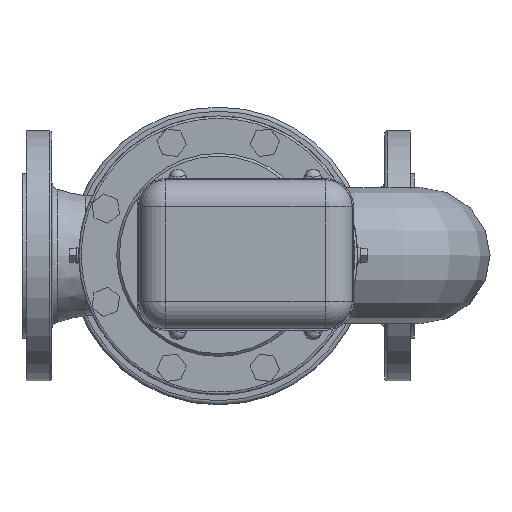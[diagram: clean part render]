
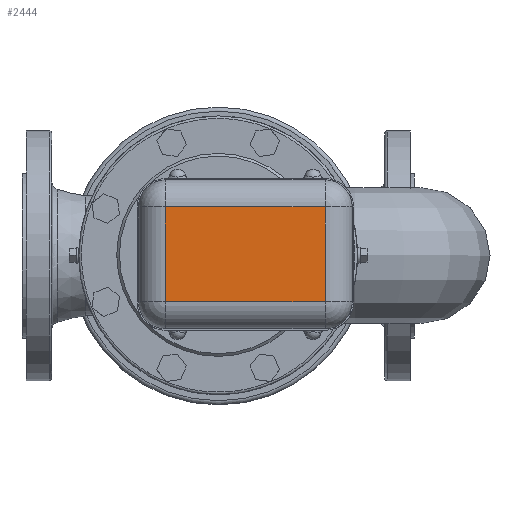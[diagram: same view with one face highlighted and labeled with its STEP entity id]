
A CAD part, top view. The second image highlights one B-rep face of the part: STEP entity #2444.
In plain terms, the highlighted planar face has unit normal (0, 0, 1).
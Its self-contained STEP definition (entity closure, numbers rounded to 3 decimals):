
#2107=CARTESIAN_POINT('',(-39.0,35.,635.));
#2108=VERTEX_POINT('',#2107);
#2116=CARTESIAN_POINT('',(79.,35.,635.));
#2117=VERTEX_POINT('',#2116);
#2118=CARTESIAN_POINT('',(-39.0,35.,635.));
#2119=DIRECTION('',(1.0,0.0,0.0));
#2120=VECTOR('',#2119,118.);
#2121=LINE('',#2118,#2120);
#2122=EDGE_CURVE('',#2108,#2117,#2121,.T.);
#2156=CARTESIAN_POINT('',(79.,-35.,635.));
#2157=VERTEX_POINT('',#2156);
#2158=CARTESIAN_POINT('',(79.,35.,635.));
#2159=DIRECTION('',(0.0,-1.0,0.0));
#2160=VECTOR('',#2159,70.);
#2161=LINE('',#2158,#2160);
#2162=EDGE_CURVE('',#2117,#2157,#2161,.T.);
#2196=CARTESIAN_POINT('',(-39.,-35.,635.));
#2197=VERTEX_POINT('',#2196);
#2198=CARTESIAN_POINT('',(79.,-35.,635.));
#2199=DIRECTION('',(-1.0,0.0,0.0));
#2200=VECTOR('',#2199,118.);
#2201=LINE('',#2198,#2200);
#2202=EDGE_CURVE('',#2157,#2197,#2201,.T.);
#2253=CARTESIAN_POINT('',(-39.,-35.,635.));
#2254=DIRECTION('',(0.0,1.0,0.0));
#2255=VECTOR('',#2254,70.0);
#2256=LINE('',#2253,#2255);
#2257=EDGE_CURVE('',#2197,#2108,#2256,.T.);
#2433=CARTESIAN_POINT('',(20.,0.,635.));
#2434=DIRECTION('',(0.0,0.0,1.0));
#2435=DIRECTION('',(1.0,0.0,0.0));
#2436=AXIS2_PLACEMENT_3D('',#2433,#2434,#2435);
#2437=PLANE('',#2436);
#2438=ORIENTED_EDGE('',*,*,#2122,.F.);
#2439=ORIENTED_EDGE('',*,*,#2257,.F.);
#2440=ORIENTED_EDGE('',*,*,#2202,.F.);
#2441=ORIENTED_EDGE('',*,*,#2162,.F.);
#2442=EDGE_LOOP('',(#2438,#2439,#2440,#2441));
#2443=FACE_OUTER_BOUND('',#2442,.T.);
#2444=ADVANCED_FACE('',(#2443),#2437,.T.);
